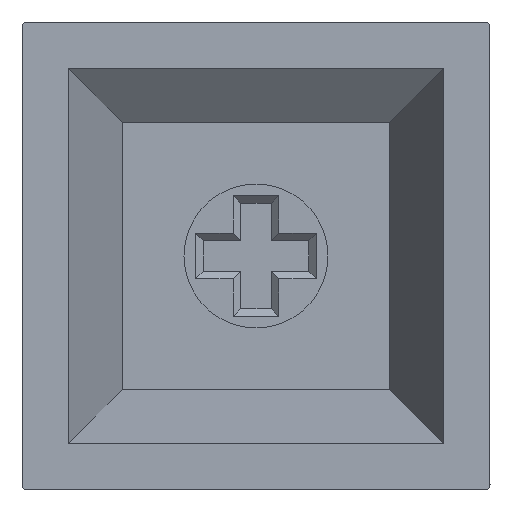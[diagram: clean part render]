
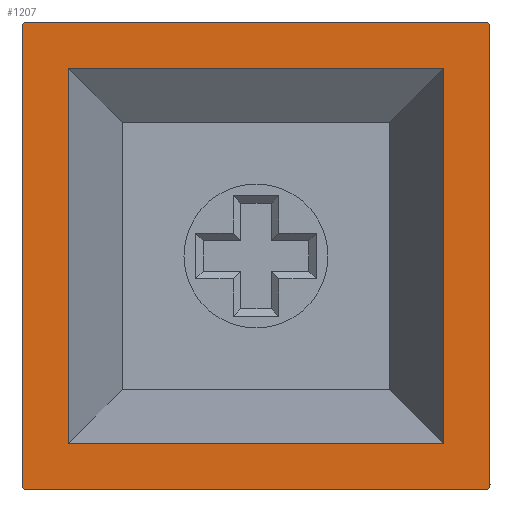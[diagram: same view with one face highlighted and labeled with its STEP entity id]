
A CAD part, front view. The second image highlights one B-rep face of the part: STEP entity #1207.
In plain terms, the highlighted planar face has unit normal (0, -1, 0).
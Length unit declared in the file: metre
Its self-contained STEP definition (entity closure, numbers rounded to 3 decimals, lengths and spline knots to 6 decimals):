
#25=CIRCLE('',#1303,0.0002);
#26=CIRCLE('',#1305,0.0002);
#27=CIRCLE('',#1308,0.0002);
#28=CIRCLE('',#1310,0.0002);
#80=ORIENTED_EDGE('',*,*,#419,.T.);
#81=ORIENTED_EDGE('',*,*,#420,.T.);
#82=ORIENTED_EDGE('',*,*,#421,.T.);
#83=ORIENTED_EDGE('',*,*,#422,.T.);
#84=ORIENTED_EDGE('',*,*,#423,.F.);
#85=ORIENTED_EDGE('',*,*,#407,.F.);
#86=ORIENTED_EDGE('',*,*,#418,.F.);
#87=ORIENTED_EDGE('',*,*,#416,.F.);
#88=ORIENTED_EDGE('',*,*,#412,.F.);
#89=ORIENTED_EDGE('',*,*,#403,.F.);
#90=ORIENTED_EDGE('',*,*,#410,.F.);
#91=ORIENTED_EDGE('',*,*,#424,.F.);
#403=EDGE_CURVE('',#575,#573,#687,.T.);
#407=EDGE_CURVE('',#579,#577,#691,.T.);
#410=EDGE_CURVE('',#581,#575,#25,.T.);
#412=EDGE_CURVE('',#573,#583,#26,.T.);
#416=EDGE_CURVE('',#583,#585,#695,.T.);
#418=EDGE_CURVE('',#585,#579,#27,.T.);
#419=EDGE_CURVE('',#586,#587,#696,.T.);
#420=EDGE_CURVE('',#587,#588,#697,.T.);
#421=EDGE_CURVE('',#588,#589,#698,.T.);
#422=EDGE_CURVE('',#589,#586,#699,.T.);
#423=EDGE_CURVE('',#577,#590,#28,.T.);
#424=EDGE_CURVE('',#590,#581,#700,.T.);
#573=VERTEX_POINT('',#1693);
#575=VERTEX_POINT('',#1697);
#577=VERTEX_POINT('',#1702);
#579=VERTEX_POINT('',#1706);
#581=VERTEX_POINT('',#1715);
#583=VERTEX_POINT('',#1724);
#585=VERTEX_POINT('',#1729);
#586=VERTEX_POINT('',#1743);
#587=VERTEX_POINT('',#1744);
#588=VERTEX_POINT('',#1746);
#589=VERTEX_POINT('',#1748);
#590=VERTEX_POINT('',#1751);
#687=LINE('',#1698,#834);
#691=LINE('',#1707,#838);
#695=LINE('',#1734,#842);
#696=LINE('',#1742,#843);
#697=LINE('',#1745,#844);
#698=LINE('',#1747,#845);
#699=LINE('',#1749,#846);
#700=LINE('',#1752,#847);
#834=VECTOR('',#1387,1.);
#838=VECTOR('',#1393,1.);
#842=VECTOR('',#1407,1.);
#843=VECTOR('',#1414,1.);
#844=VECTOR('',#1415,1.);
#845=VECTOR('',#1416,1.);
#846=VECTOR('',#1417,1.);
#847=VECTOR('',#1420,1.);
#984=EDGE_LOOP('',(#80,#81,#82,#83));
#985=EDGE_LOOP('',(#84,#85,#86,#87,#88,#89,#90,#91));
#1064=FACE_BOUND('',#984,.T.);
#1065=FACE_BOUND('',#985,.T.);
#1141=PLANE('',#1309);
#1207=ADVANCED_FACE('',(#1064,#1065),#1141,.F.);
#1303=AXIS2_PLACEMENT_3D('',#1716,#1397,#1398);
#1305=AXIS2_PLACEMENT_3D('',#1723,#1401,#1402);
#1308=AXIS2_PLACEMENT_3D('',#1740,#1410,#1411);
#1309=AXIS2_PLACEMENT_3D('',#1741,#1412,#1413);
#1310=AXIS2_PLACEMENT_3D('',#1750,#1418,#1419);
#1387=DIRECTION('',(-1.,0.,0.));
#1393=DIRECTION('',(1.,0.,0.));
#1397=DIRECTION('',(0.,1.,0.));
#1398=DIRECTION('',(0.707,0.,-0.707));
#1401=DIRECTION('',(0.,1.,0.));
#1402=DIRECTION('',(-0.707,0.,-0.707));
#1407=DIRECTION('',(0.,0.,1.));
#1410=DIRECTION('',(0.,1.,0.));
#1411=DIRECTION('',(-0.707,0.,0.707));
#1412=DIRECTION('',(0.,1.,0.));
#1413=DIRECTION('',(1.,0.,0.));
#1414=DIRECTION('',(1.,0.,0.));
#1415=DIRECTION('',(0.,0.,-1.));
#1416=DIRECTION('',(-1.,0.,0.));
#1417=DIRECTION('',(0.,0.,1.));
#1418=DIRECTION('',(0.,1.,0.));
#1419=DIRECTION('',(0.707,0.,0.707));
#1420=DIRECTION('',(0.,0.,-1.));
#1693=CARTESIAN_POINT('',(-0.0089,0.,-0.0091));
#1697=CARTESIAN_POINT('',(0.0089,0.,-0.0091));
#1698=CARTESIAN_POINT('',(0.0091,0.,-0.0091));
#1702=CARTESIAN_POINT('',(0.0089,0.,0.0091));
#1706=CARTESIAN_POINT('',(-0.0089,0.,0.0091));
#1707=CARTESIAN_POINT('',(-0.0091,0.,0.0091));
#1715=CARTESIAN_POINT('',(0.0091,0.,-0.0089));
#1716=CARTESIAN_POINT('',(0.0089,0.,-0.0089));
#1723=CARTESIAN_POINT('',(-0.0089,0.,-0.0089));
#1724=CARTESIAN_POINT('',(-0.0091,0.,-0.0089));
#1729=CARTESIAN_POINT('',(-0.0091,0.,0.0089));
#1734=CARTESIAN_POINT('',(-0.0091,0.,-0.0091));
#1740=CARTESIAN_POINT('',(-0.0089,0.,0.0089));
#1741=CARTESIAN_POINT('',(0.,0.,0.));
#1742=CARTESIAN_POINT('',(-0.00365,0.,0.0073));
#1743=CARTESIAN_POINT('',(-0.0073,0.,0.0073));
#1744=CARTESIAN_POINT('',(0.0073,0.,0.0073));
#1745=CARTESIAN_POINT('',(0.0073,0.,0.00365));
#1746=CARTESIAN_POINT('',(0.0073,0.,-0.0073));
#1747=CARTESIAN_POINT('',(0.00365,0.,-0.0073));
#1748=CARTESIAN_POINT('',(-0.0073,0.,-0.0073));
#1749=CARTESIAN_POINT('',(-0.0073,0.,-0.00365));
#1750=CARTESIAN_POINT('',(0.0089,0.,0.0089));
#1751=CARTESIAN_POINT('',(0.0091,0.,0.0089));
#1752=CARTESIAN_POINT('',(0.0091,0.,0.0091));
